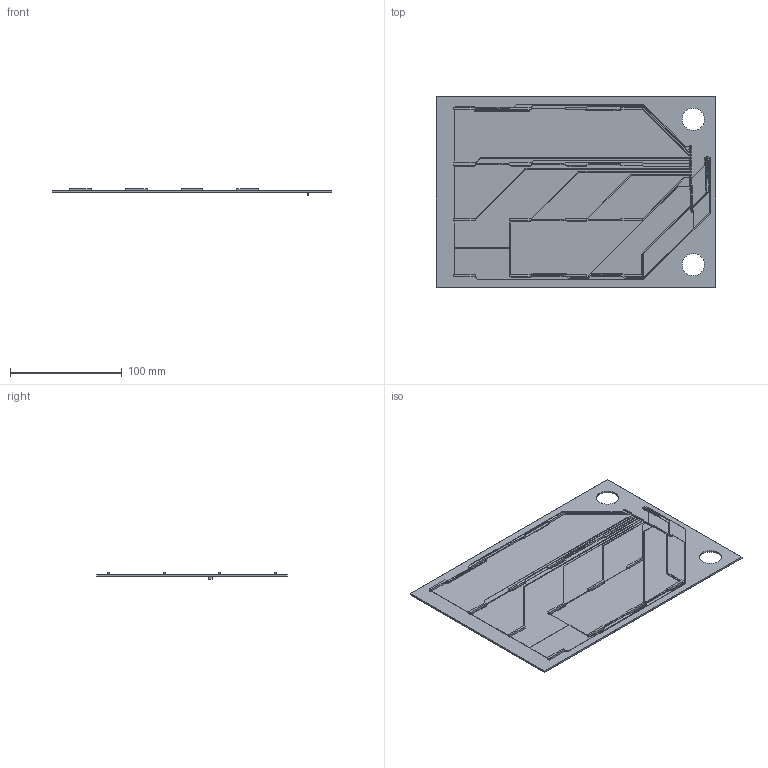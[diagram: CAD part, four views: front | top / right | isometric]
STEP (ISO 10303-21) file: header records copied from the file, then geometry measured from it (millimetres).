
FILE_DESCRIPTION(/* description */ (''),/* implementation_level */ '2;1');
FILE_NAME(/* name */ 'schematic chess board 2 v7.step',/* time_stamp */ '2024-07-30T18:17:24+03:00',/* author */ (''),/* organization */ (''),/* preprocessor_version */ 'ST-DEVELOPER v20',/* originating_system */ 'Autodesk Translation Framework v13.14.0.145',/* authorisation */ '');
FILE_SCHEMA (('AUTOMOTIVE_DESIGN { 1 0 10303 214 3 1 1 }'));
Length unit declared in the file: millimetre
Products named in the file (10): schematic chess board 2; Board; 1-copper; 16-copper; 1-soldermask; 16-soldermask; Packages; XDCR_BOB-09056; JST-2-PTH-KIT; REED_SWITCH_GLASS
Assembly tree (24 placements, depth 3):
  schematic chess board 2
    Board
    1-copper
    16-copper
    1-soldermask
    16-soldermask
    Packages
      XDCR_BOB-09056
      REED_SWITCH_GLASS  x16
      JST-2-PTH-KIT
Bounding box: 250 x 170 x 6.23 mm (x, y, z)
Volume: 68432.9 mm3; surface area: 261179.1 mm2
Topology: 277 solids, 277 shells, 2184 faces, 4890 edges, 3260 vertices
Faces by surface type: cylinder 1092, plane 1092
Full cylindrical faces by diameter (mm): 0.63 x10, 0.7 x8, 0.946 x160, 0.95 x120, 1.016 x128, 1.02 x96, 20 x6
Entity records: 61344 total; most frequent: DIRECTION 11152, CARTESIAN_POINT 9979, ORIENTED_EDGE 9420, EDGE_CURVE 4710, AXIS2_PLACEMENT_3D 4313, VERTEX_POINT 3140, EDGE_LOOP 3034, LINE 2526
